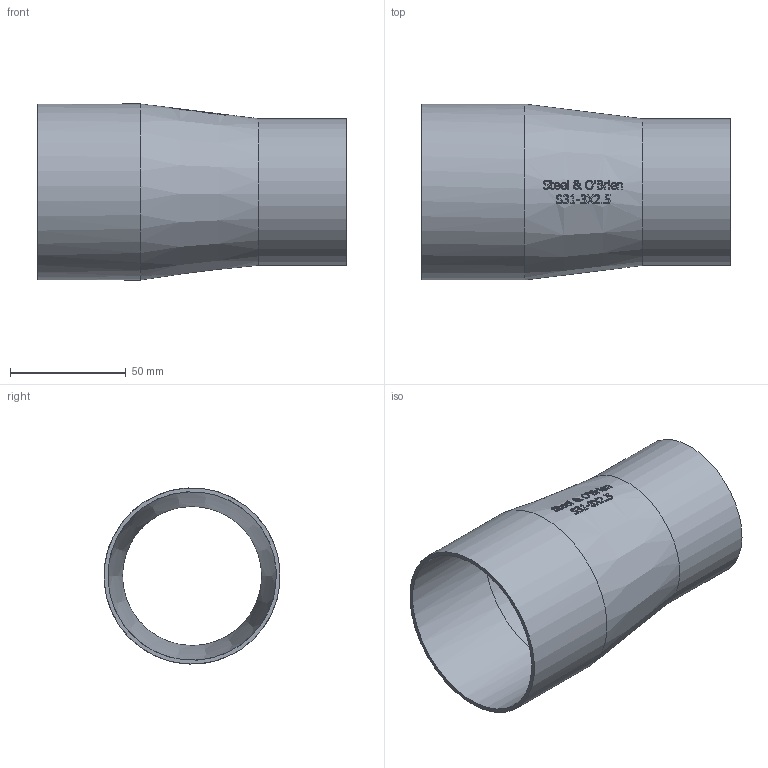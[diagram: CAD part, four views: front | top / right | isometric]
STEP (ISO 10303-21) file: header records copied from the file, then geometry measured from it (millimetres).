
FILE_DESCRIPTION(/* description */ (''),/* implementation_level */ '2;1');
FILE_NAME(/* name */ 'S31-3X25.stp',/* time_stamp */ '2018-11-28T15:57:16-05:00',/* author */ ('rick'),/* organization */ (''),/* preprocessor_version */ 'ST-DEVELOPER v15.2',/* originating_system */ 'Autodesk Inventor 2014',/* authorisation */ '');
FILE_SCHEMA (('AUTOMOTIVE_DESIGN { 1 0 10303 214 3 1 1 }'));
Length unit declared in the file: inch
Products named in the file (1): S31-3X25
Bounding box: 133.35 x 76.11 x 76.16 mm (x, y, z)
Volume: 47370.4 mm3; surface area: 58312.6 mm2
Topology: 1 solids, 1 shells, 380 faces, 1040 edges, 693 vertices
Faces by surface type: bspline 198, plane 145, cone 33, cylinder 4
Full cylindrical faces by diameter (mm): 60.198 x1, 63.5 x1, 72.898 x1, 76.2 x1
Entity records: 15649 total; most frequent: CARTESIAN_POINT 7193, ORIENTED_EDGE 2062, DIRECTION 1157, EDGE_CURVE 1031, VERTEX_POINT 690, LINE 475, VECTOR 475, EDGE_LOOP 419
